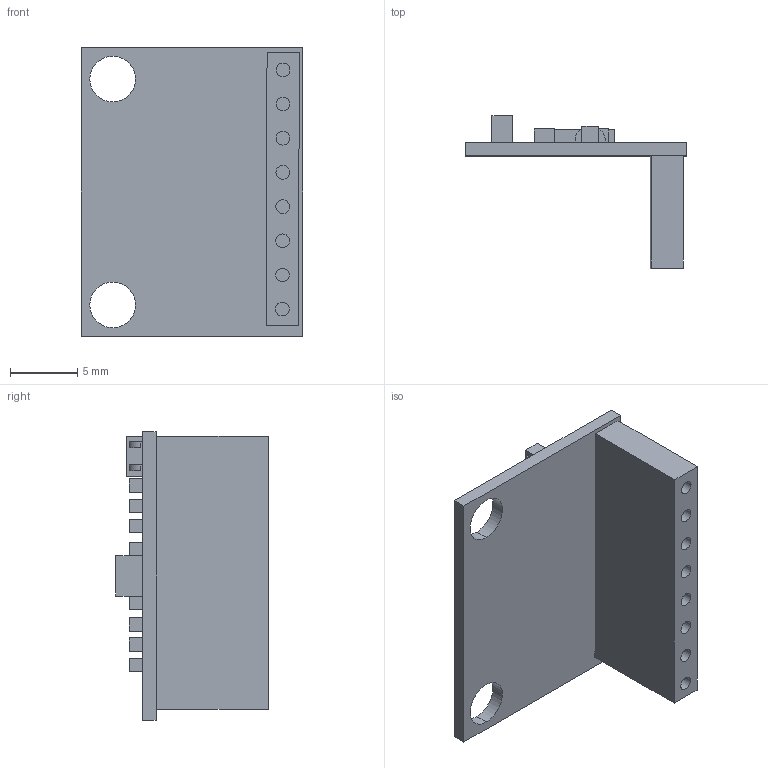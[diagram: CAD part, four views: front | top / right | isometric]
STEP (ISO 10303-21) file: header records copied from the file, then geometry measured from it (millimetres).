
FILE_DESCRIPTION (( 'STEP AP214' ), '1' );
FILE_NAME ('Montagem_placa_base.STEP', '2022-12-16T14:59:13', ( '' ), ( '' ), 'SwSTEP 2.0', 'SolidWorks 2022', '' );
FILE_SCHEMA (( 'AUTOMOTIVE_DESIGN' ));
Length unit declared in the file: millimetre
Products named in the file (3): Montagem_placa_base; Placa_Base_Predeterminado; soquete_8pins
Assembly tree (2 placements, depth 2):
  Montagem_placa_base
    Placa_Base_Predeterminado
    soquete_8pins
Bounding box: 16.5 x 11.37 x 21.5 mm (x, y, z)
Volume: 710.8 mm3; surface area: 1618.6 mm2
Topology: 2 solids, 2 shells, 621 faces, 1647 edges, 1098 vertices
Faces by surface type: plane 425, bspline 171, cylinder 25
Entity records: 33311 total; most frequent: CARTESIAN_POINT 12854, ORIENTED_EDGE 3294, DIRECTION 2265, EDGE_CURVE 1647, VECTOR 1255, LINE 1255, VERTEX_POINT 1098, EDGE_LOOP 709
